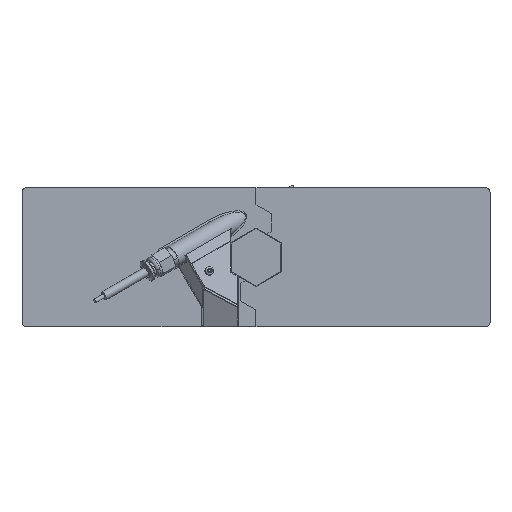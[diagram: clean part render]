
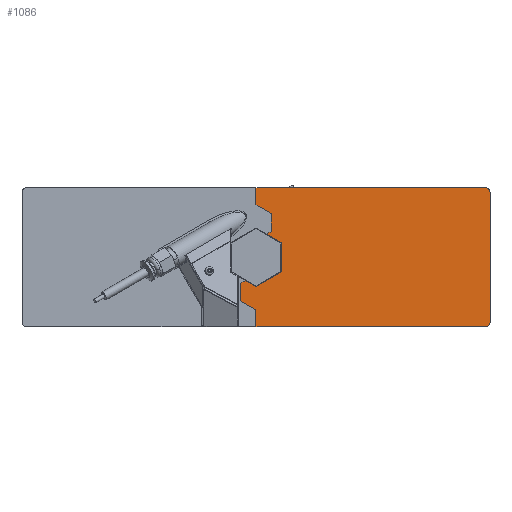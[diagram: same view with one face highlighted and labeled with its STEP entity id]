
A CAD part, top view. The second image highlights one B-rep face of the part: STEP entity #1086.
In plain terms, the highlighted planar face has unit normal (0, 0, 1).
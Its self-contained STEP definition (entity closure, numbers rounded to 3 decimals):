
#510=CIRCLE('',#6868,2.);
#511=CIRCLE('',#6871,2.);
#1086=ADVANCED_FACE('',(#1656),#1464,.T.);
#1464=PLANE('',#6884);
#1656=FACE_OUTER_BOUND('',#1988,.T.);
#1988=EDGE_LOOP('',(#2561,#2562,#2563,#2564,#2565,#2566,#2567,#2568,#2569,
#2570,#2571,#2572,#2573,#2574,#2575,#2576,#2577));
#2561=ORIENTED_EDGE('',*,*,#4928,.T.);
#2562=ORIENTED_EDGE('',*,*,#4929,.T.);
#2563=ORIENTED_EDGE('',*,*,#4930,.T.);
#2564=ORIENTED_EDGE('',*,*,#4931,.T.);
#2565=ORIENTED_EDGE('',*,*,#4922,.T.);
#2566=ORIENTED_EDGE('',*,*,#4925,.T.);
#2567=ORIENTED_EDGE('',*,*,#4927,.T.);
#2568=ORIENTED_EDGE('',*,*,#4910,.T.);
#2569=ORIENTED_EDGE('',*,*,#4909,.T.);
#2570=ORIENTED_EDGE('',*,*,#4895,.F.);
#2571=ORIENTED_EDGE('',*,*,#4894,.F.);
#2572=ORIENTED_EDGE('',*,*,#4890,.F.);
#2573=ORIENTED_EDGE('',*,*,#4886,.T.);
#2574=ORIENTED_EDGE('',*,*,#4912,.T.);
#2575=ORIENTED_EDGE('',*,*,#4914,.T.);
#2576=ORIENTED_EDGE('',*,*,#4916,.T.);
#2577=ORIENTED_EDGE('',*,*,#4932,.T.);
#4264=VERTEX_POINT('',#9283);
#4265=VERTEX_POINT('',#9285);
#4268=VERTEX_POINT('',#9293);
#4270=VERTEX_POINT('',#9298);
#4271=VERTEX_POINT('',#9303);
#4282=VERTEX_POINT('',#9329);
#4283=VERTEX_POINT('',#9333);
#4284=VERTEX_POINT('',#9337);
#4285=VERTEX_POINT('',#9341);
#4286=VERTEX_POINT('',#9345);
#4288=VERTEX_POINT('',#9354);
#4289=VERTEX_POINT('',#9356);
#4291=VERTEX_POINT('',#9362);
#4292=VERTEX_POINT('',#9368);
#4293=VERTEX_POINT('',#9369);
#4294=VERTEX_POINT('',#9371);
#4295=VERTEX_POINT('',#9373);
#4886=EDGE_CURVE('',#4265,#4264,#5805,.T.);
#4890=EDGE_CURVE('',#4265,#4268,#510,.T.);
#4894=EDGE_CURVE('',#4268,#4270,#5811,.T.);
#4895=EDGE_CURVE('',#4270,#4271,#511,.T.);
#4909=EDGE_CURVE('',#4282,#4271,#5824,.T.);
#4910=EDGE_CURVE('',#4283,#4282,#5825,.T.);
#4912=EDGE_CURVE('',#4264,#4284,#5827,.T.);
#4914=EDGE_CURVE('',#4284,#4285,#5829,.T.);
#4916=EDGE_CURVE('',#4285,#4286,#5831,.T.);
#4922=EDGE_CURVE('',#4289,#4288,#5837,.T.);
#4925=EDGE_CURVE('',#4288,#4291,#5840,.T.);
#4927=EDGE_CURVE('',#4291,#4283,#5842,.T.);
#4928=EDGE_CURVE('',#4292,#4293,#5843,.T.);
#4929=EDGE_CURVE('',#4293,#4294,#5844,.T.);
#4930=EDGE_CURVE('',#4294,#4295,#5845,.T.);
#4931=EDGE_CURVE('',#4295,#4289,#5846,.T.);
#4932=EDGE_CURVE('',#4286,#4292,#5847,.T.);
#5805=LINE('',#9284,#6352);
#5811=LINE('',#9300,#6358);
#5824=LINE('',#9330,#6371);
#5825=LINE('',#9332,#6372);
#5827=LINE('',#9336,#6374);
#5829=LINE('',#9340,#6376);
#5831=LINE('',#9344,#6378);
#5837=LINE('',#9355,#6384);
#5840=LINE('',#9361,#6387);
#5842=LINE('',#9365,#6389);
#5843=LINE('',#9367,#6390);
#5844=LINE('',#9370,#6391);
#5845=LINE('',#9372,#6392);
#5846=LINE('',#9374,#6393);
#5847=LINE('',#9375,#6394);
#6352=VECTOR('',#7537,1.);
#6358=VECTOR('',#7551,1.);
#6371=VECTOR('',#7574,1.);
#6372=VECTOR('',#7577,1.);
#6374=VECTOR('',#7581,1.);
#6376=VECTOR('',#7585,1.);
#6378=VECTOR('',#7589,1.);
#6384=VECTOR('',#7599,1.);
#6387=VECTOR('',#7604,1.);
#6389=VECTOR('',#7608,1.);
#6390=VECTOR('',#7611,1.);
#6391=VECTOR('',#7612,1.);
#6392=VECTOR('',#7613,1.);
#6393=VECTOR('',#7614,1.);
#6394=VECTOR('',#7615,1.);
#6868=AXIS2_PLACEMENT_3D('',#9292,#7544,#7545);
#6871=AXIS2_PLACEMENT_3D('',#9302,#7554,#7555);
#6884=AXIS2_PLACEMENT_3D('',#9376,#7616,#7617);
#7537=DIRECTION('',(-1.,0.,0.));
#7544=DIRECTION('',(0.,0.,-1.));
#7545=DIRECTION('',(0.707,0.707,0.));
#7551=DIRECTION('',(0.,-1.,0.));
#7554=DIRECTION('',(0.,0.,-1.));
#7555=DIRECTION('',(0.707,-0.707,0.));
#7574=DIRECTION('',(1.,0.,0.));
#7577=DIRECTION('',(0.,-1.,0.));
#7581=DIRECTION('',(0.,-1.,0.));
#7585=DIRECTION('',(0.866,-0.5,0.));
#7589=DIRECTION('',(0.,-1.,0.));
#7599=DIRECTION('',(-0.866,-0.5,0.));
#7604=DIRECTION('',(0.,-1.,0.));
#7608=DIRECTION('',(0.866,-0.5,0.));
#7611=DIRECTION('',(0.866,-0.5,0.));
#7612=DIRECTION('',(0.,-1.,0.));
#7613=DIRECTION('',(-0.866,-0.5,0.));
#7614=DIRECTION('',(-0.866,0.5,0.));
#7615=DIRECTION('',(-0.866,-0.5,0.));
#7616=DIRECTION('',(0.,0.,1.));
#7617=DIRECTION('',(1.,0.,0.));
#9283=CARTESIAN_POINT('',(1.652,100.75,1.214));
#9284=CARTESIAN_POINT('',(54.652,100.75,1.214));
#9285=CARTESIAN_POINT('',(105.652,100.75,1.214));
#9292=CARTESIAN_POINT('',(105.652,98.75,1.214));
#9293=CARTESIAN_POINT('',(107.652,98.75,1.214));
#9298=CARTESIAN_POINT('',(107.652,39.75,1.214));
#9300=CARTESIAN_POINT('',(107.652,103.75,1.214));
#9302=CARTESIAN_POINT('',(105.652,39.75,1.214));
#9303=CARTESIAN_POINT('',(105.652,37.75,1.214));
#9329=CARTESIAN_POINT('',(1.652,37.75,1.214));
#9330=CARTESIAN_POINT('',(107.652,37.75,1.214));
#9332=CARTESIAN_POINT('',(1.652,69.25,1.214));
#9333=CARTESIAN_POINT('',(1.652,45.5,1.214));
#9336=CARTESIAN_POINT('',(1.652,69.25,1.214));
#9337=CARTESIAN_POINT('',(1.652,93.,1.214));
#9340=CARTESIAN_POINT('',(10.258,88.031,1.214));
#9341=CARTESIAN_POINT('',(8.58,89.,1.214));
#9344=CARTESIAN_POINT('',(8.58,75.125,1.214));
#9345=CARTESIAN_POINT('',(8.58,81.,1.214));
#9354=CARTESIAN_POINT('',(-5.277,57.5,1.214));
#9355=CARTESIAN_POINT('',(-0.135,60.469,1.214));
#9356=CARTESIAN_POINT('',(-3.014,58.806,1.214));
#9361=CARTESIAN_POINT('',(-5.277,59.375,1.214));
#9362=CARTESIAN_POINT('',(-5.277,49.5,1.214));
#9365=CARTESIAN_POINT('',(-3.49,48.469,1.214));
#9367=CARTESIAN_POINT('',(4.496,80.745,1.214));
#9368=CARTESIAN_POINT('',(6.317,79.694,1.214));
#9369=CARTESIAN_POINT('',(13.029,75.819,1.214));
#9370=CARTESIAN_POINT('',(13.029,66.111,1.214));
#9371=CARTESIAN_POINT('',(13.029,62.681,1.214));
#9372=CARTESIAN_POINT('',(4.622,57.827,1.214));
#9373=CARTESIAN_POINT('',(1.652,56.112,1.214));
#9374=CARTESIAN_POINT('',(-4.037,59.397,1.214));
#9375=CARTESIAN_POINT('',(-0.026,76.031,1.214));
#9376=CARTESIAN_POINT('',(1.652,69.25,1.214));
